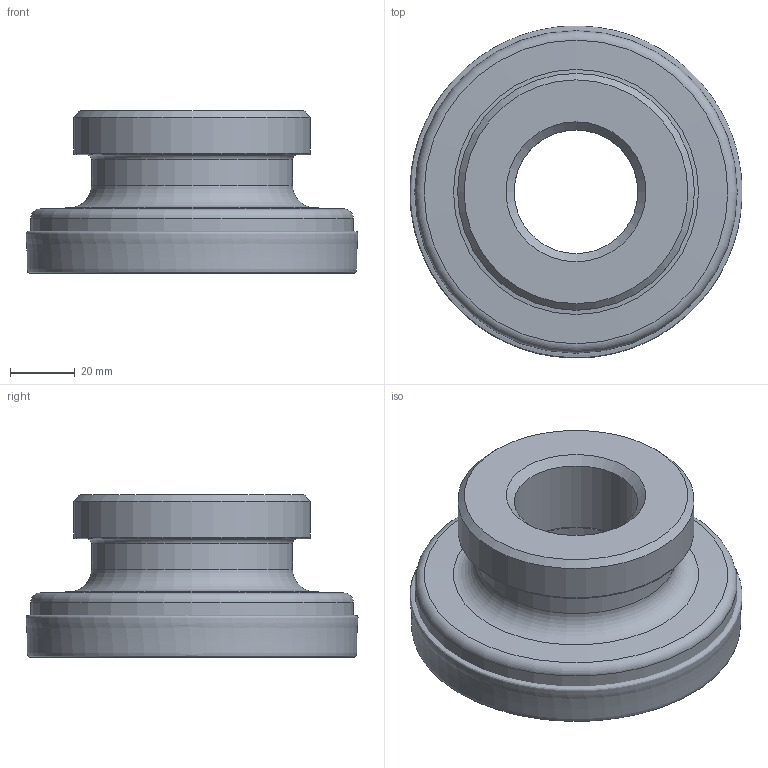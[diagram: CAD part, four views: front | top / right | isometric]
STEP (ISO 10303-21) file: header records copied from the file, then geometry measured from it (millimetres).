
FILE_DESCRIPTION(/* description */ (''),/* implementation_level */ '2;1');
FILE_NAME(/* name */ '1645765240018.stp',/* time_stamp */ '2022-02-25T10:31:00+05:00',/* author */ (''),/* organization */ ('SMS'),/* preprocessor_version */ 'ST-DEVELOPER v16.7',/* originating_system */ 'SIEMENS PLM Software NX 12.0',/* authorisation */ '');
FILE_SCHEMA (('AUTOMOTIVE_DESIGN { 1 0 10303 214 3 1 1 1 }'));
Length unit declared in the file: millimetre
Products named in the file (4): ASSEMBLY_CONSTRUCTION; 203801901mod000_00; 203980170mod000_00; 203980172mod000_00
Assembly tree (3 placements, depth 2):
  203980172mod000_00
    203980170mod000_00
    203801901mod000_00
    ASSEMBLY_CONSTRUCTION
Bounding box: 102.33 x 102.33 x 50 mm (x, y, z)
Volume: 208318.9 mm3; surface area: 46360.6 mm2
Topology: 2 solids, 2 shells, 24 faces, 51 edges, 46 vertices
Faces by surface type: cone 8, torus 7, cylinder 5, plane 3, bspline 1
Full cylindrical faces by diameter (mm): 38.112 x1, 56 x1, 62 x1, 73 x1, 99.4 x1
Entity records: 13291 total; most frequent: CARTESIAN_POINT 12606, DIRECTION 130, AXIS2_PLACEMENT_3D 65, FACE_BOUND 47, EDGE_LOOP 46, ORIENTED_EDGE 46, STYLED_ITEM 34, PRESENTATION_STYLE_ASSIGNMENT 34
